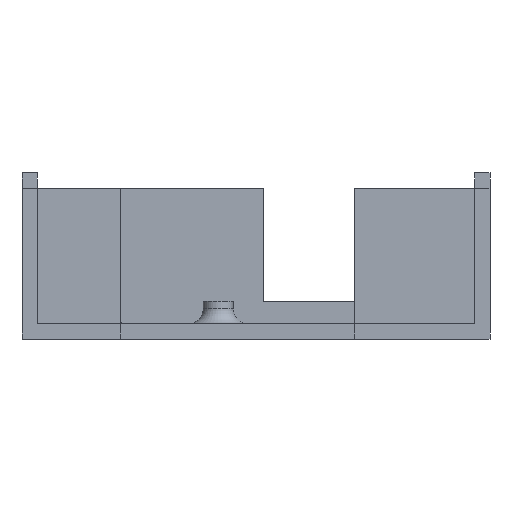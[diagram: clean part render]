
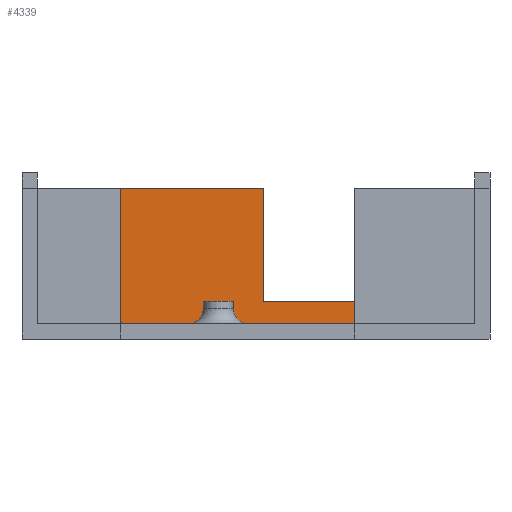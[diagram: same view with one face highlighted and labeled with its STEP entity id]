
A CAD part, front view. The second image highlights one B-rep face of the part: STEP entity #4339.
In plain terms, the highlighted planar face has unit normal (0, -1, 0).
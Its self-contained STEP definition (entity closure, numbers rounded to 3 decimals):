
#658 = PLANE('',#659);
#659 = AXIS2_PLACEMENT_3D('',#660,#661,#662);
#660 = CARTESIAN_POINT('',(0.,0.,20.));
#661 = DIRECTION('',(-0.,-0.,-1.));
#662 = DIRECTION('',(-1.,0.,0.));
#839 = PLANE('',#840);
#840 = AXIS2_PLACEMENT_3D('',#841,#842,#843);
#841 = CARTESIAN_POINT('',(1.,28.5,20.));
#842 = DIRECTION('',(1.,0.,0.));
#843 = DIRECTION('',(0.,0.,-1.));
#867 = PLANE('',#868);
#868 = AXIS2_PLACEMENT_3D('',#869,#870,#871);
#869 = CARTESIAN_POINT('',(1.,28.5,5.));
#870 = DIRECTION('',(0.,0.,1.));
#871 = DIRECTION('',(1.,0.,0.));
#1059 = PLANE('',#1060);
#1060 = AXIS2_PLACEMENT_3D('',#1061,#1062,#1063);
#1061 = CARTESIAN_POINT('',(29.,-28.5,2.));
#1062 = DIRECTION('',(0.,0.,1.));
#1063 = DIRECTION('',(-1.,0.,0.));
#1557 = VERTEX_POINT('',#1558);
#1558 = CARTESIAN_POINT('',(1.,26.5,20.));
#1579 = EDGE_CURVE('',#1580,#1557,#1582,.T.);
#1580 = VERTEX_POINT('',#1581);
#1581 = CARTESIAN_POINT('',(-22.,26.5,20.));
#1582 = SURFACE_CURVE('',#1583,(#1587,#1594),.PCURVE_S1.);
#1583 = LINE('',#1584,#1585);
#1584 = CARTESIAN_POINT('',(-29.,26.5,20.));
#1585 = VECTOR('',#1586,1.);
#1586 = DIRECTION('',(1.,0.,0.));
#1587 = PCURVE('',#658,#1588);
#1588 = DEFINITIONAL_REPRESENTATION('',(#1589),#1593);
#1589 = LINE('',#1590,#1591);
#1590 = CARTESIAN_POINT('',(29.,26.5));
#1591 = VECTOR('',#1592,1.);
#1592 = DIRECTION('',(-1.,0.));
#1593 = ( GEOMETRIC_REPRESENTATION_CONTEXT(2) 
PARAMETRIC_REPRESENTATION_CONTEXT() REPRESENTATION_CONTEXT('2D SPACE',''
  ) );
#1594 = PCURVE('',#1595,#1600);
#1595 = PLANE('',#1596);
#1596 = AXIS2_PLACEMENT_3D('',#1597,#1598,#1599);
#1597 = CARTESIAN_POINT('',(0.,26.5,11.));
#1598 = DIRECTION('',(0.,1.,0.));
#1599 = DIRECTION('',(0.,0.,1.));
#1600 = DEFINITIONAL_REPRESENTATION('',(#1601),#1605);
#1601 = LINE('',#1602,#1603);
#1602 = CARTESIAN_POINT('',(9.,-29.));
#1603 = VECTOR('',#1604,1.);
#1604 = DIRECTION('',(0.,1.));
#1605 = ( GEOMETRIC_REPRESENTATION_CONTEXT(2) 
PARAMETRIC_REPRESENTATION_CONTEXT() REPRESENTATION_CONTEXT('2D SPACE',''
  ) );
#1624 = CYLINDRICAL_SURFACE('',#1625,7.);
#1625 = AXIS2_PLACEMENT_3D('',#1626,#1627,#1628);
#1626 = CARTESIAN_POINT('',(-22.,19.5,2.));
#1627 = DIRECTION('',(0.,0.,1.));
#1628 = DIRECTION('',(-1.,0.,0.));
#2723 = VERTEX_POINT('',#2724);
#2724 = CARTESIAN_POINT('',(1.,26.5,5.));
#2745 = EDGE_CURVE('',#2723,#2746,#2748,.T.);
#2746 = VERTEX_POINT('',#2747);
#2747 = CARTESIAN_POINT('',(22.,26.5,5.));
#2748 = SURFACE_CURVE('',#2749,(#2753,#2760),.PCURVE_S1.);
#2749 = LINE('',#2750,#2751);
#2750 = CARTESIAN_POINT('',(0.5,26.5,5.));
#2751 = VECTOR('',#2752,1.);
#2752 = DIRECTION('',(1.,0.,0.));
#2753 = PCURVE('',#867,#2754);
#2754 = DEFINITIONAL_REPRESENTATION('',(#2755),#2759);
#2755 = LINE('',#2756,#2757);
#2756 = CARTESIAN_POINT('',(-0.5,-2.));
#2757 = VECTOR('',#2758,1.);
#2758 = DIRECTION('',(1.,0.));
#2759 = ( GEOMETRIC_REPRESENTATION_CONTEXT(2) 
PARAMETRIC_REPRESENTATION_CONTEXT() REPRESENTATION_CONTEXT('2D SPACE',''
  ) );
#2760 = PCURVE('',#1595,#2761);
#2761 = DEFINITIONAL_REPRESENTATION('',(#2762),#2766);
#2762 = LINE('',#2763,#2764);
#2763 = CARTESIAN_POINT('',(-6.,0.5));
#2764 = VECTOR('',#2765,1.);
#2765 = DIRECTION('',(0.,1.));
#2766 = ( GEOMETRIC_REPRESENTATION_CONTEXT(2) 
PARAMETRIC_REPRESENTATION_CONTEXT() REPRESENTATION_CONTEXT('2D SPACE',''
  ) );
#2789 = CYLINDRICAL_SURFACE('',#2790,7.);
#2790 = AXIS2_PLACEMENT_3D('',#2791,#2792,#2793);
#2791 = CARTESIAN_POINT('',(22.,19.5,20.));
#2792 = DIRECTION('',(0.,0.,-1.));
#2793 = DIRECTION('',(0.,1.,0.));
#2828 = EDGE_CURVE('',#1557,#2723,#2829,.T.);
#2829 = SURFACE_CURVE('',#2830,(#2834,#2841),.PCURVE_S1.);
#2830 = LINE('',#2831,#2832);
#2831 = CARTESIAN_POINT('',(1.,26.5,15.5));
#2832 = VECTOR('',#2833,1.);
#2833 = DIRECTION('',(0.,0.,-1.));
#2834 = PCURVE('',#839,#2835);
#2835 = DEFINITIONAL_REPRESENTATION('',(#2836),#2840);
#2836 = LINE('',#2837,#2838);
#2837 = CARTESIAN_POINT('',(4.5,-2.));
#2838 = VECTOR('',#2839,1.);
#2839 = DIRECTION('',(1.,0.));
#2840 = ( GEOMETRIC_REPRESENTATION_CONTEXT(2) 
PARAMETRIC_REPRESENTATION_CONTEXT() REPRESENTATION_CONTEXT('2D SPACE',''
  ) );
#2841 = PCURVE('',#1595,#2842);
#2842 = DEFINITIONAL_REPRESENTATION('',(#2843),#2847);
#2843 = LINE('',#2844,#2845);
#2844 = CARTESIAN_POINT('',(4.5,1.));
#2845 = VECTOR('',#2846,1.);
#2846 = DIRECTION('',(-1.,0.));
#2847 = ( GEOMETRIC_REPRESENTATION_CONTEXT(2) 
PARAMETRIC_REPRESENTATION_CONTEXT() REPRESENTATION_CONTEXT('2D SPACE',''
  ) );
#3040 = VERTEX_POINT('',#3041);
#3041 = CARTESIAN_POINT('',(22.,26.5,2.));
#3067 = EDGE_CURVE('',#3040,#3068,#3070,.T.);
#3068 = VERTEX_POINT('',#3069);
#3069 = CARTESIAN_POINT('',(-22.,26.5,2.));
#3070 = SURFACE_CURVE('',#3071,(#3075,#3082),.PCURVE_S1.);
#3071 = LINE('',#3072,#3073);
#3072 = CARTESIAN_POINT('',(29.,26.5,2.));
#3073 = VECTOR('',#3074,1.);
#3074 = DIRECTION('',(-1.,0.,0.));
#3075 = PCURVE('',#1059,#3076);
#3076 = DEFINITIONAL_REPRESENTATION('',(#3077),#3081);
#3077 = LINE('',#3078,#3079);
#3078 = CARTESIAN_POINT('',(0.,-55.));
#3079 = VECTOR('',#3080,1.);
#3080 = DIRECTION('',(1.,0.));
#3081 = ( GEOMETRIC_REPRESENTATION_CONTEXT(2) 
PARAMETRIC_REPRESENTATION_CONTEXT() REPRESENTATION_CONTEXT('2D SPACE',''
  ) );
#3082 = PCURVE('',#1595,#3083);
#3083 = DEFINITIONAL_REPRESENTATION('',(#3084),#3088);
#3084 = LINE('',#3085,#3086);
#3085 = CARTESIAN_POINT('',(-9.,29.));
#3086 = VECTOR('',#3087,1.);
#3087 = DIRECTION('',(0.,-1.));
#3088 = ( GEOMETRIC_REPRESENTATION_CONTEXT(2) 
PARAMETRIC_REPRESENTATION_CONTEXT() REPRESENTATION_CONTEXT('2D SPACE',''
  ) );
#4339 = ADVANCED_FACE('',(#4340),#1595,.F.);
#4340 = FACE_BOUND('',#4341,.F.);
#4341 = EDGE_LOOP('',(#4342,#4363,#4364,#4365,#4366,#4387));
#4342 = ORIENTED_EDGE('',*,*,#4343,.T.);
#4343 = EDGE_CURVE('',#3068,#1580,#4344,.T.);
#4344 = SURFACE_CURVE('',#4345,(#4349,#4356),.PCURVE_S1.);
#4345 = LINE('',#4346,#4347);
#4346 = CARTESIAN_POINT('',(-22.,26.5,2.));
#4347 = VECTOR('',#4348,1.);
#4348 = DIRECTION('',(0.,0.,1.));
#4349 = PCURVE('',#1595,#4350);
#4350 = DEFINITIONAL_REPRESENTATION('',(#4351),#4355);
#4351 = LINE('',#4352,#4353);
#4352 = CARTESIAN_POINT('',(-9.,-22.));
#4353 = VECTOR('',#4354,1.);
#4354 = DIRECTION('',(1.,0.));
#4355 = ( GEOMETRIC_REPRESENTATION_CONTEXT(2) 
PARAMETRIC_REPRESENTATION_CONTEXT() REPRESENTATION_CONTEXT('2D SPACE',''
  ) );
#4356 = PCURVE('',#1624,#4357);
#4357 = DEFINITIONAL_REPRESENTATION('',(#4358),#4362);
#4358 = LINE('',#4359,#4360);
#4359 = CARTESIAN_POINT('',(-1.571,0.));
#4360 = VECTOR('',#4361,1.);
#4361 = DIRECTION('',(-0.,1.));
#4362 = ( GEOMETRIC_REPRESENTATION_CONTEXT(2) 
PARAMETRIC_REPRESENTATION_CONTEXT() REPRESENTATION_CONTEXT('2D SPACE',''
  ) );
#4363 = ORIENTED_EDGE('',*,*,#1579,.T.);
#4364 = ORIENTED_EDGE('',*,*,#2828,.T.);
#4365 = ORIENTED_EDGE('',*,*,#2745,.T.);
#4366 = ORIENTED_EDGE('',*,*,#4367,.T.);
#4367 = EDGE_CURVE('',#2746,#3040,#4368,.T.);
#4368 = SURFACE_CURVE('',#4369,(#4373,#4380),.PCURVE_S1.);
#4369 = LINE('',#4370,#4371);
#4370 = CARTESIAN_POINT('',(22.,26.5,20.));
#4371 = VECTOR('',#4372,1.);
#4372 = DIRECTION('',(0.,0.,-1.));
#4373 = PCURVE('',#1595,#4374);
#4374 = DEFINITIONAL_REPRESENTATION('',(#4375),#4379);
#4375 = LINE('',#4376,#4377);
#4376 = CARTESIAN_POINT('',(9.,22.));
#4377 = VECTOR('',#4378,1.);
#4378 = DIRECTION('',(-1.,0.));
#4379 = ( GEOMETRIC_REPRESENTATION_CONTEXT(2) 
PARAMETRIC_REPRESENTATION_CONTEXT() REPRESENTATION_CONTEXT('2D SPACE',''
  ) );
#4380 = PCURVE('',#2789,#4381);
#4381 = DEFINITIONAL_REPRESENTATION('',(#4382),#4386);
#4382 = LINE('',#4383,#4384);
#4383 = CARTESIAN_POINT('',(0.,0.));
#4384 = VECTOR('',#4385,1.);
#4385 = DIRECTION('',(0.,1.));
#4386 = ( GEOMETRIC_REPRESENTATION_CONTEXT(2) 
PARAMETRIC_REPRESENTATION_CONTEXT() REPRESENTATION_CONTEXT('2D SPACE',''
  ) );
#4387 = ORIENTED_EDGE('',*,*,#3067,.T.);
